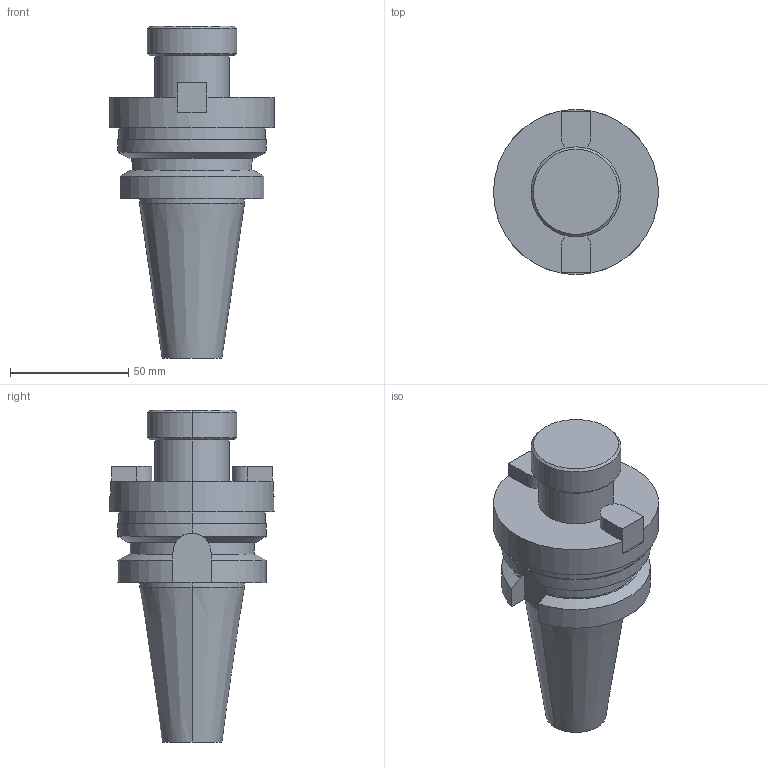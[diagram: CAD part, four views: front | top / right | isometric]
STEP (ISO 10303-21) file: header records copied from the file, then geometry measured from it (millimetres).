
FILE_DESCRIPTION (( 'STEP AP203' ), '1' );
FILE_NAME ('STP-SATE-16620.STEP', '2018-08-09T02:20:13', ( '' ), ( '' ), 'SwSTEP 2.0', 'SolidWorks 2015', '' );
FILE_SCHEMA (( 'CONFIG_CONTROL_DESIGN' ));
Length unit declared in the file: millimetre
Products named in the file (1): STP-SATE-16620
Bounding box: 69.85 x 69.85 x 140.55 mm (x, y, z)
Volume: 221082.3 mm3; surface area: 32557.5 mm2
Topology: 2 solids, 2 shells, 73 faces, 176 edges, 112 vertices
Faces by surface type: plane 34, cylinder 27, cone 12
Entity records: 2252 total; most frequent: CARTESIAN_POINT 452, DIRECTION 371, ORIENTED_EDGE 348, EDGE_CURVE 174, AXIS2_PLACEMENT_3D 139, VERTEX_POINT 112, LINE 93, VECTOR 93
